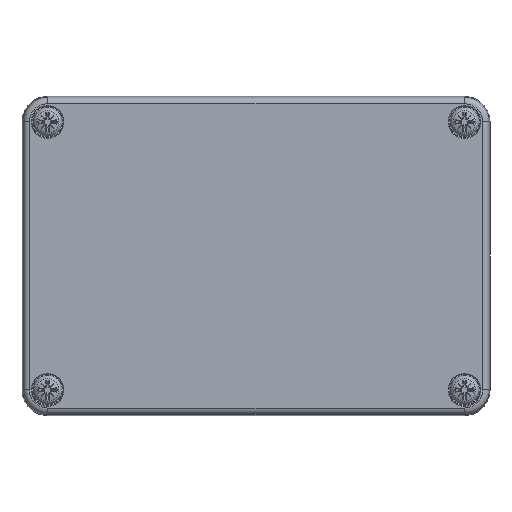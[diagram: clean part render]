
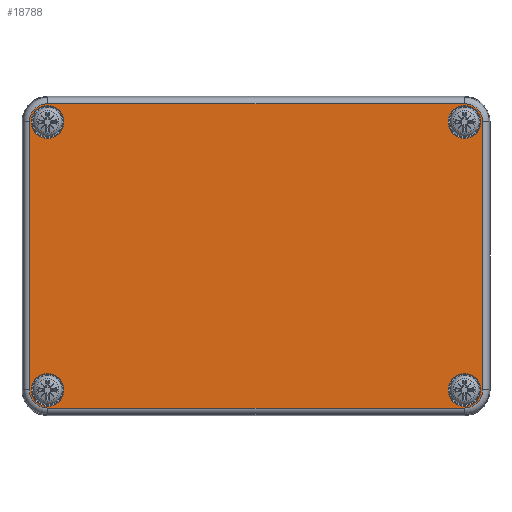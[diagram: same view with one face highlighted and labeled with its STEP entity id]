
A CAD part, top view. The second image highlights one B-rep face of the part: STEP entity #18788.
In plain terms, the highlighted face is planar.
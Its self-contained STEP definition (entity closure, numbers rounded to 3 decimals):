
#1026=PLANE('',#20167);
#2444=LINE('',#36027,#3740);
#2446=LINE('',#36039,#3742);
#2448=LINE('',#36051,#3744);
#2450=LINE('',#36060,#3746);
#3740=VECTOR('',#23807,10.);
#3742=VECTOR('',#23821,10.);
#3744=VECTOR('',#23835,10.);
#3746=VECTOR('',#23847,10.);
#4281=FACE_BOUND('',#6582,.T.);
#4282=FACE_BOUND('',#6583,.T.);
#4283=FACE_BOUND('',#6584,.T.);
#4284=FACE_BOUND('',#6585,.T.);
#5324=FACE_OUTER_BOUND('',#6581,.T.);
#6581=EDGE_LOOP('',(#16180,#16181,#16182,#16183,#16184,#16185,#16186,#16187));
#6582=EDGE_LOOP('',(#16188));
#6583=EDGE_LOOP('',(#16189));
#6584=EDGE_LOOP('',(#16190));
#6585=EDGE_LOOP('',(#16191));
#7421=CIRCLE('',#20139,4.264);
#7427=CIRCLE('',#20147,4.264);
#7431=CIRCLE('',#20153,4.264);
#7435=CIRCLE('',#20159,4.264);
#7438=CIRCLE('',#20168,3.85);
#7439=CIRCLE('',#20169,3.85);
#7440=CIRCLE('',#20170,3.85);
#7441=CIRCLE('',#20171,3.85);
#9086=VERTEX_POINT('',#36015);
#9087=VERTEX_POINT('',#36017);
#9089=VERTEX_POINT('',#36023);
#9091=VERTEX_POINT('',#36029);
#9093=VERTEX_POINT('',#36035);
#9095=VERTEX_POINT('',#36041);
#9097=VERTEX_POINT('',#36047);
#9099=VERTEX_POINT('',#36053);
#9106=VERTEX_POINT('',#36080);
#9107=VERTEX_POINT('',#36082);
#9108=VERTEX_POINT('',#36084);
#9109=VERTEX_POINT('',#36086);
#11507=EDGE_CURVE('',#9086,#9087,#7421,.T.);
#11512=EDGE_CURVE('',#9087,#9089,#2444,.T.);
#11515=EDGE_CURVE('',#9089,#9091,#7427,.T.);
#11518=EDGE_CURVE('',#9091,#9093,#2446,.T.);
#11521=EDGE_CURVE('',#9093,#9095,#7431,.T.);
#11524=EDGE_CURVE('',#9095,#9097,#2448,.T.);
#11527=EDGE_CURVE('',#9097,#9099,#7435,.T.);
#11529=EDGE_CURVE('',#9099,#9086,#2450,.T.);
#11539=EDGE_CURVE('',#9106,#9106,#7438,.T.);
#11540=EDGE_CURVE('',#9107,#9107,#7439,.T.);
#11541=EDGE_CURVE('',#9108,#9108,#7440,.T.);
#11542=EDGE_CURVE('',#9109,#9109,#7441,.T.);
#16180=ORIENTED_EDGE('',*,*,#11507,.F.);
#16181=ORIENTED_EDGE('',*,*,#11529,.F.);
#16182=ORIENTED_EDGE('',*,*,#11527,.F.);
#16183=ORIENTED_EDGE('',*,*,#11524,.F.);
#16184=ORIENTED_EDGE('',*,*,#11521,.F.);
#16185=ORIENTED_EDGE('',*,*,#11518,.F.);
#16186=ORIENTED_EDGE('',*,*,#11515,.F.);
#16187=ORIENTED_EDGE('',*,*,#11512,.F.);
#16188=ORIENTED_EDGE('',*,*,#11539,.F.);
#16189=ORIENTED_EDGE('',*,*,#11540,.F.);
#16190=ORIENTED_EDGE('',*,*,#11541,.F.);
#16191=ORIENTED_EDGE('',*,*,#11542,.F.);
#18788=ADVANCED_FACE('',(#5324,#4281,#4282,#4283,#4284),#1026,.F.);
#20139=AXIS2_PLACEMENT_3D('',#36018,#23796,#23797);
#20147=AXIS2_PLACEMENT_3D('',#36033,#23814,#23815);
#20153=AXIS2_PLACEMENT_3D('',#36045,#23828,#23829);
#20159=AXIS2_PLACEMENT_3D('',#36057,#23842,#23843);
#20167=AXIS2_PLACEMENT_3D('',#36079,#23867,#23868);
#20168=AXIS2_PLACEMENT_3D('',#36081,#23869,#23870);
#20169=AXIS2_PLACEMENT_3D('',#36083,#23871,#23872);
#20170=AXIS2_PLACEMENT_3D('',#36085,#23873,#23874);
#20171=AXIS2_PLACEMENT_3D('',#36087,#23875,#23876);
#23796=DIRECTION('center_axis',(0.,0.,1.));
#23797=DIRECTION('ref_axis',(0.707,0.707,0.));
#23807=DIRECTION('',(-1.,0.,0.));
#23814=DIRECTION('center_axis',(0.,0.,1.));
#23815=DIRECTION('ref_axis',(-0.707,0.707,0.));
#23821=DIRECTION('',(0.,-1.,0.));
#23828=DIRECTION('center_axis',(0.,0.,1.));
#23829=DIRECTION('ref_axis',(-0.707,-0.707,0.));
#23835=DIRECTION('',(1.,0.,0.));
#23842=DIRECTION('center_axis',(0.,0.,1.));
#23843=DIRECTION('ref_axis',(0.707,-0.707,0.));
#23847=DIRECTION('',(0.,1.,0.));
#23867=DIRECTION('center_axis',(0.,0.,1.));
#23868=DIRECTION('ref_axis',(1.,0.,0.));
#23869=DIRECTION('center_axis',(0.,0.,-1.));
#23870=DIRECTION('ref_axis',(1.,0.,0.));
#23871=DIRECTION('center_axis',(0.,0.,-1.));
#23872=DIRECTION('ref_axis',(1.,0.,0.));
#23873=DIRECTION('center_axis',(0.,0.,-1.));
#23874=DIRECTION('ref_axis',(1.,0.,0.));
#23875=DIRECTION('center_axis',(0.,0.,-1.));
#23876=DIRECTION('ref_axis',(1.,0.,0.));
#36015=CARTESIAN_POINT('',(53.264,31.5,-15.));
#36017=CARTESIAN_POINT('',(49.,35.764,-15.));
#36018=CARTESIAN_POINT('Origin',(49.,31.5,-15.));
#36023=CARTESIAN_POINT('',(-49.,35.764,-15.));
#36027=CARTESIAN_POINT('',(24.5,35.764,-15.));
#36029=CARTESIAN_POINT('',(-53.264,31.5,-15.));
#36033=CARTESIAN_POINT('Origin',(-49.,31.5,-15.));
#36035=CARTESIAN_POINT('',(-53.264,-31.5,-15.));
#36039=CARTESIAN_POINT('',(-53.264,15.75,-15.));
#36041=CARTESIAN_POINT('',(-49.,-35.764,-15.));
#36045=CARTESIAN_POINT('Origin',(-49.,-31.5,-15.));
#36047=CARTESIAN_POINT('',(49.,-35.764,-15.));
#36051=CARTESIAN_POINT('',(-24.5,-35.764,-15.));
#36053=CARTESIAN_POINT('',(53.264,-31.5,-15.));
#36057=CARTESIAN_POINT('Origin',(49.,-31.5,-15.));
#36060=CARTESIAN_POINT('',(53.264,-15.75,-15.));
#36079=CARTESIAN_POINT('Origin',(0.,0.,
-15.));
#36080=CARTESIAN_POINT('',(45.15,31.5,-15.));
#36081=CARTESIAN_POINT('Origin',(49.,31.5,-15.));
#36082=CARTESIAN_POINT('',(45.15,-31.5,-15.));
#36083=CARTESIAN_POINT('Origin',(49.,-31.5,-15.));
#36084=CARTESIAN_POINT('',(-52.85,-31.5,-15.));
#36085=CARTESIAN_POINT('Origin',(-49.,-31.5,-15.));
#36086=CARTESIAN_POINT('',(-52.85,31.5,-15.));
#36087=CARTESIAN_POINT('Origin',(-49.,31.5,-15.));
